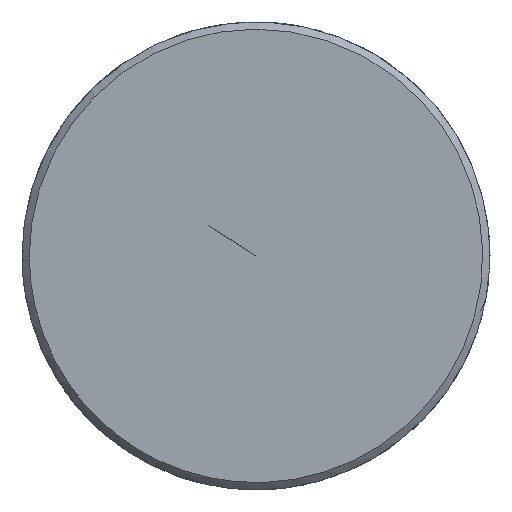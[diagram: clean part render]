
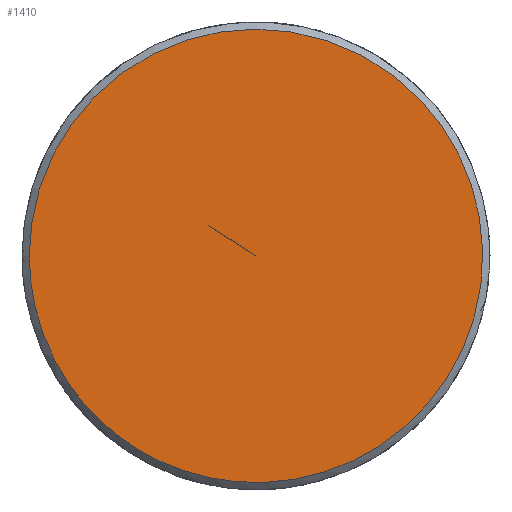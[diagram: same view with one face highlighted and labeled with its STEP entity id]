
A CAD part, left-side view. The second image highlights one B-rep face of the part: STEP entity #1410.
In plain terms, the highlighted free-form (B-spline) face has degree [5, 1] with [6, 2] control points.
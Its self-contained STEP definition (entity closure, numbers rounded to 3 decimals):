
#1338 = CARTESIAN_POINT ('', (-133., 7.75, 0.));
#1339 = VERTEX_POINT ('', #1338);
#1347 = CARTESIAN_POINT ('', (-133., 7.75, 0.));
#1348 = CARTESIAN_POINT ('', (-133., 7.75, 31.));
#1349 = CARTESIAN_POINT ('', (-133., -23.25, 15.5));
#1350 = CARTESIAN_POINT ('', (-133., -23.25, -15.5));
#1351 = CARTESIAN_POINT ('', (-133., 7.75, -31.));
#1352 = CARTESIAN_POINT ('', (-133., 7.75, 0.));
#1353 = (
   BOUNDED_CURVE ()
   B_SPLINE_CURVE (5, (#1347, #1348, #1349, #1350, #1351, #1352), .UNSPECIFIED., .T., .U.)
   B_SPLINE_CURVE_WITH_KNOTS ((6, 6), (0., 1.), .UNSPECIFIED.)
   CURVE ()
   GEOMETRIC_REPRESENTATION_ITEM ()
   RATIONAL_B_SPLINE_CURVE ((5., 1., 1., 1., 1., 5.))
   REPRESENTATION_ITEM ('')
);
#1354 = EDGE_CURVE ('', #1339, #1339, #1353, .T.);
#1386 = CARTESIAN_POINT ('', (-133., 0., 0.));
#1387 = VERTEX_POINT ('', #1386);
#1388 = CARTESIAN_POINT ('', (-133., 0., 0.));
#1389 = CARTESIAN_POINT ('', (-133., 7.75, 0.));
#1390 = B_SPLINE_CURVE_WITH_KNOTS ('', 1, (#1388, #1389), .UNSPECIFIED., .F., .U., (2, 2), (0., 1.), .UNSPECIFIED.);
#1391 = EDGE_CURVE ('', #1387, #1339, #1390, .T.);
#1392 = ORIENTED_EDGE ('', *, *, #1391, .F.);
#1393 = ORIENTED_EDGE ('', *, *, #1391, .T.);
#1394 = ORIENTED_EDGE ('', *, *, #1354, .F.);
#1395 = EDGE_LOOP ('', (#1392, #1393, #1394));
#1396 = FACE_OUTER_BOUND ('', #1395, .T.);
#1397 = CARTESIAN_POINT ('', (-133., 0., 0.));
#1398 = CARTESIAN_POINT ('', (-133., 7.75, 0.));
#1399 = CARTESIAN_POINT ('', (-133., 0., 0.));
#1400 = CARTESIAN_POINT ('', (-133., 7.75, 31.));
#1401 = CARTESIAN_POINT ('', (-133., 0., 0.));
#1402 = CARTESIAN_POINT ('', (-133., -23.25, 15.5));
#1403 = CARTESIAN_POINT ('', (-133., 0., 0.));
#1404 = CARTESIAN_POINT ('', (-133., -23.25, -15.5));
#1405 = CARTESIAN_POINT ('', (-133., 0., 0.));
#1406 = CARTESIAN_POINT ('', (-133., 7.75, -31.));
#1407 = CARTESIAN_POINT ('', (-133., 0., 0.));
#1408 = CARTESIAN_POINT ('', (-133., 7.75, 0.));
#1409 = (
   BOUNDED_SURFACE ()
   B_SPLINE_SURFACE (5, 1, ((#1397, #1398), (#1399, #1400), (#1401, #1402), (#1403, #1404), (#1405, #1406), (#1407, #1408)), .UNSPECIFIED., .T., .F., .U.)
   B_SPLINE_SURFACE_WITH_KNOTS ((6, 6), (2, 2), (0., 1.), (0., 1.), .UNSPECIFIED.)
   SURFACE ()
   GEOMETRIC_REPRESENTATION_ITEM ()
   RATIONAL_B_SPLINE_SURFACE (((5., 5.), (1., 1.), (1., 1.), (1., 1.), (1., 1.), (5., 5.)))
   REPRESENTATION_ITEM ('')
);
#1410 = ADVANCED_FACE ('', (#1396), #1409, .T.);
